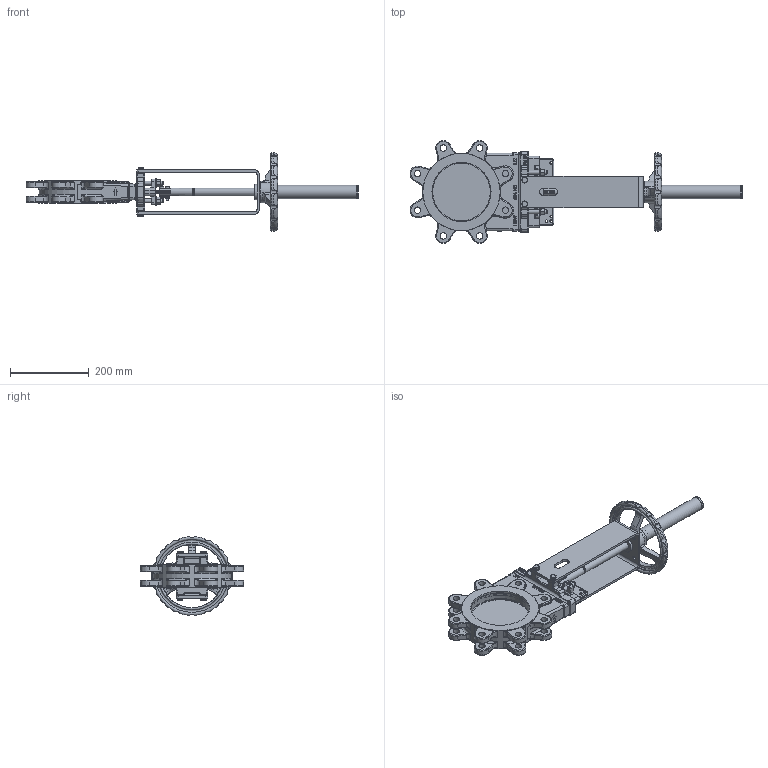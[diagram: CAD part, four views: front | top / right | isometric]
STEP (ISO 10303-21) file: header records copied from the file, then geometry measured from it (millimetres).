
FILE_DESCRIPTION(/* description */ ('Unknown'),/* implementation_level */ '2;1');
FILE_NAME(/* name */ 'ZFI-S-6''''MAUAL RISING',/* time_stamp */ '2023-08-31T16:06:21+06:00',/* author */ ('Unknown'),/* organization */ ('Unknown'),/* preprocessor_version */ 'ST-DEVELOPER v18.102',/* originating_system */ 'Solid Edge',/* authorisation */ 'Unknown');
FILE_SCHEMA (('TECHNICAL_DATA_PACKAGING','AUTOMOTIVE_DESIGN {1 0 10303 214 3 1 1}'));
Length unit declared in the file: millimetre
Products named in the file (23): Assembly_ZFI-150 (Soft Seated Full Lug) Rising; 150-F2-BA-01C8-R3 Housing Soft Seated Machining; 150-BA-02-R4 Gate; 150-BA-03S4-R1 Bend Ring; 04-R1 Inlet Seal ZFI-150; HSSS FP(GRUB) M10X60L; HEX SCREW M8X25L; 05-R0 Stuffing Seal ZFI-150; 150-BA-06-R2 Stuffing Plate; SPRING WASHER B8; 150-BA-07-R3 Supporting Bracket; 150-BA-11-R3 Spindle (Rising); 100-BA-10-R2 Spindle Nut (Rising); 14BA-R0 Hand Wheel DI (Rising) DN 100 to 150; 150-BA-22MS-R0 Pipe Cover; 100-BA-41P-R0 Cap of Pipe Cover; HEX THIN NUT M30X2P; 100-BA-38B-R0 Thrust Washer; PUNCH WASHER A11; HEX NUT M10; HSHCS (ALLEN BOLT) M6X30L; PUNCH WASHER A6.6; NYLOCK NUT M6
Assembly tree (46 placements, depth 2):
  Assembly_ZFI-150 (Soft Seated Full Lug) Rising
    150-F2-BA-01C8-R3 Housing Soft Seated Machining
    150-BA-02-R4 Gate
    150-BA-03S4-R1 Bend Ring
    04-R1 Inlet Seal ZFI-150
    HSSS FP(GRUB) M10X60L  x4
    HEX SCREW M8X25L  x4
    05-R0 Stuffing Seal ZFI-150  x3
    150-BA-06-R2 Stuffing Plate
    SPRING WASHER B8  x4
    150-BA-07-R3 Supporting Bracket
    150-BA-11-R3 Spindle (Rising)
    100-BA-10-R2 Spindle Nut (Rising)
    14BA-R0 Hand Wheel DI (Rising) DN 100 to 150
    150-BA-22MS-R0 Pipe Cover
    100-BA-41P-R0 Cap of Pipe Cover
    HEX THIN NUT M30X2P
    100-BA-38B-R0 Thrust Washer
    PUNCH WASHER A11  x8
    HEX NUT M10  x4
    HSHCS (ALLEN BOLT) M6X30L  x2
    PUNCH WASHER A6.6  x2
    NYLOCK NUT M6  x2
Bounding box: 841.54 x 261.08 x 199.34 mm (x, y, z)
Volume: 2458319.4 mm3; surface area: 773381 mm2
Topology: 46 solids, 46 shells, 1779 faces, 4286 edges, 2635 vertices
Faces by surface type: plane 679, cylinder 589, torus 222, cone 146, bspline 139, sphere 4
Full cylindrical faces by diameter (mm): 4.773 x2, 4.917 x2, 4.967 x2, 6 x4, 6.3 x6, 6.4 x2, 6.5 x4, 6.6 x2, 6.647 x8, 7.188 x4, 8 x4, 8.376 x12, 8.5 x6, 9 x4, 9.5 x2, 10 x6, 11 x8, 11.63 x4, 12.5 x2, 16 x1, 16.299 x20, 17.294 x1, 20 x2, 21 x9, 26.211 x1, 27.835 x1, 28 x1, 30 x1, 31.5 x1, 33 x4
Entity records: 54164 total; most frequent: CARTESIAN_POINT 13620, DIRECTION 6782, ORIENTED_EDGE 6654, EDGE_CURVE 3327, AXIS2_PLACEMENT_3D 2712, VERTEX_POINT 2161, FACE_BOUND 1800, EDGE_LOOP 1791
